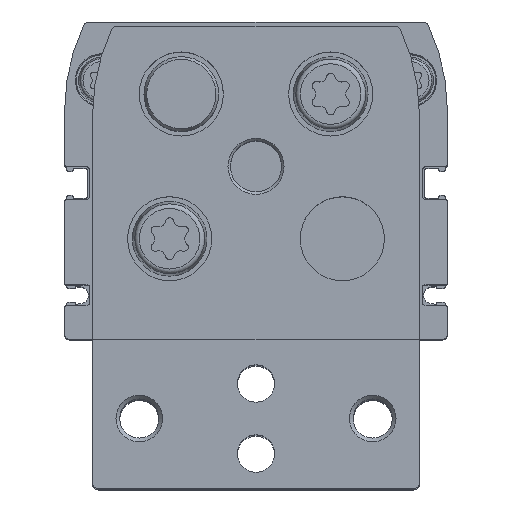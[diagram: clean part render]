
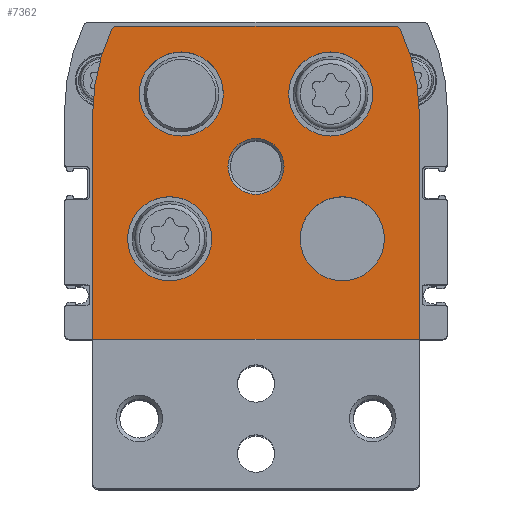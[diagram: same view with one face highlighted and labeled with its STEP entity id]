
A CAD part, top view. The second image highlights one B-rep face of the part: STEP entity #7362.
In plain terms, the highlighted planar face has unit normal (0, 0, 1).
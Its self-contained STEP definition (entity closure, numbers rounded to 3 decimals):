
#226=PLANE('',#8273);
#712=CIRCLE('',#8274,6.);
#713=CIRCLE('',#8275,9.);
#714=CIRCLE('',#8276,9.);
#715=CIRCLE('',#8277,9.);
#716=CIRCLE('',#8278,9.);
#717=CIRCLE('',#8279,43.);
#718=CIRCLE('',#8280,1.2);
#719=CIRCLE('',#8281,1.2);
#720=CIRCLE('',#8282,43.);
#2539=ORIENTED_EDGE('',*,*,#3743,.T.);
#2540=ORIENTED_EDGE('',*,*,#3744,.F.);
#2541=ORIENTED_EDGE('',*,*,#3745,.T.);
#2542=ORIENTED_EDGE('',*,*,#3746,.F.);
#2543=ORIENTED_EDGE('',*,*,#3747,.T.);
#2544=ORIENTED_EDGE('',*,*,#3728,.T.);
#2545=ORIENTED_EDGE('',*,*,#3748,.F.);
#2546=ORIENTED_EDGE('',*,*,#3742,.T.);
#2547=ORIENTED_EDGE('',*,*,#3749,.T.);
#2548=ORIENTED_EDGE('',*,*,#3750,.T.);
#2549=ORIENTED_EDGE('',*,*,#3751,.T.);
#2550=ORIENTED_EDGE('',*,*,#3752,.T.);
#2551=ORIENTED_EDGE('',*,*,#3753,.T.);
#3728=EDGE_CURVE('',#4504,#4503,#5010,.T.);
#3742=EDGE_CURVE('',#4513,#4517,#5024,.T.);
#3743=EDGE_CURVE('',#4518,#4518,#712,.T.);
#3744=EDGE_CURVE('',#4519,#4519,#713,.T.);
#3745=EDGE_CURVE('',#4520,#4520,#714,.T.);
#3746=EDGE_CURVE('',#4521,#4521,#715,.T.);
#3747=EDGE_CURVE('',#4522,#4522,#716,.T.);
#3748=EDGE_CURVE('',#4513,#4503,#5025,.T.);
#3749=EDGE_CURVE('',#4517,#4523,#717,.T.);
#3750=EDGE_CURVE('',#4523,#4524,#718,.T.);
#3751=EDGE_CURVE('',#4524,#4525,#5026,.T.);
#3752=EDGE_CURVE('',#4525,#4526,#719,.T.);
#3753=EDGE_CURVE('',#4526,#4504,#720,.T.);
#4503=VERTEX_POINT('',#13034);
#4504=VERTEX_POINT('',#13036);
#4513=VERTEX_POINT('',#13056);
#4517=VERTEX_POINT('',#13064);
#4518=VERTEX_POINT('',#13068);
#4519=VERTEX_POINT('',#13070);
#4520=VERTEX_POINT('',#13072);
#4521=VERTEX_POINT('',#13074);
#4522=VERTEX_POINT('',#13076);
#4523=VERTEX_POINT('',#13079);
#4524=VERTEX_POINT('',#13081);
#4525=VERTEX_POINT('',#13083);
#4526=VERTEX_POINT('',#13085);
#5010=LINE('',#13035,#5498);
#5024=LINE('',#13065,#5512);
#5025=LINE('',#13077,#5513);
#5026=LINE('',#13082,#5514);
#5498=VECTOR('',#10464,1000.);
#5512=VECTOR('',#10482,1000.);
#5513=VECTOR('',#10495,1000.);
#5514=VECTOR('',#10500,1000.);
#6042=EDGE_LOOP('',(#2539));
#6043=EDGE_LOOP('',(#2540));
#6044=EDGE_LOOP('',(#2541));
#6045=EDGE_LOOP('',(#2542));
#6046=EDGE_LOOP('',(#2543));
#6047=EDGE_LOOP('',(#2544,#2545,#2546,#2547,#2548,#2549,#2550,#2551));
#6650=FACE_BOUND('',#6042,.T.);
#6651=FACE_BOUND('',#6043,.T.);
#6652=FACE_BOUND('',#6044,.T.);
#6653=FACE_BOUND('',#6045,.T.);
#6654=FACE_BOUND('',#6046,.T.);
#6655=FACE_BOUND('',#6047,.T.);
#7362=ADVANCED_FACE('',(#6650,#6651,#6652,#6653,#6654,#6655),#226,.T.);
#8273=AXIS2_PLACEMENT_3D('',#13066,#10483,#10484);
#8274=AXIS2_PLACEMENT_3D('',#13067,#10485,#10486);
#8275=AXIS2_PLACEMENT_3D('',#13069,#10487,#10488);
#8276=AXIS2_PLACEMENT_3D('',#13071,#10489,#10490);
#8277=AXIS2_PLACEMENT_3D('',#13073,#10491,#10492);
#8278=AXIS2_PLACEMENT_3D('',#13075,#10493,#10494);
#8279=AXIS2_PLACEMENT_3D('',#13078,#10496,#10497);
#8280=AXIS2_PLACEMENT_3D('',#13080,#10498,#10499);
#8281=AXIS2_PLACEMENT_3D('',#13084,#10501,#10502);
#8282=AXIS2_PLACEMENT_3D('',#13086,#10503,#10504);
#10464=DIRECTION('',(0.,-1.,0.));
#10482=DIRECTION('',(0.,1.,0.));
#10483=DIRECTION('',(0.,0.,1.));
#10484=DIRECTION('',(1.,0.,0.));
#10485=DIRECTION('',(0.,0.,-1.));
#10486=DIRECTION('',(-1.,0.,0.));
#10487=DIRECTION('',(0.,0.,1.));
#10488=DIRECTION('',(1.,0.,0.));
#10489=DIRECTION('',(0.,0.,-1.));
#10490=DIRECTION('',(-1.,0.,0.));
#10491=DIRECTION('',(0.,0.,1.));
#10492=DIRECTION('',(1.,0.,0.));
#10493=DIRECTION('',(0.,0.,-1.));
#10494=DIRECTION('',(-1.,0.,0.));
#10495=DIRECTION('',(-1.,0.,0.));
#10496=DIRECTION('',(0.,0.,1.));
#10497=DIRECTION('',(1.,0.,0.));
#10498=DIRECTION('',(0.,0.,1.));
#10499=DIRECTION('',(1.,0.,0.));
#10500=DIRECTION('',(-1.,0.,0.));
#10501=DIRECTION('',(0.,0.,1.));
#10502=DIRECTION('',(1.,0.,0.));
#10503=DIRECTION('',(0.,0.,1.));
#10504=DIRECTION('',(1.,0.,0.));
#13034=CARTESIAN_POINT('',(-35.,32.,24.));
#13035=CARTESIAN_POINT('',(-35.,99.,24.));
#13036=CARTESIAN_POINT('',(-35.,80.,24.));
#13056=CARTESIAN_POINT('',(35.,32.,24.));
#13064=CARTESIAN_POINT('',(35.,80.,24.));
#13065=CARTESIAN_POINT('',(35.,0.,24.));
#13066=CARTESIAN_POINT('',(0.,0.,24.));
#13067=CARTESIAN_POINT('',(0.,69.,24.));
#13068=CARTESIAN_POINT('',(-6.,69.,24.));
#13069=CARTESIAN_POINT('',(-18.5,53.5,24.));
#13070=CARTESIAN_POINT('',(-9.5,53.5,24.));
#13071=CARTESIAN_POINT('',(18.5,53.5,24.));
#13072=CARTESIAN_POINT('',(9.5,53.5,24.));
#13073=CARTESIAN_POINT('',(16.,84.5,24.));
#13074=CARTESIAN_POINT('',(25.,84.5,24.));
#13075=CARTESIAN_POINT('',(-16.,84.5,24.));
#13076=CARTESIAN_POINT('',(-25.,84.5,24.));
#13077=CARTESIAN_POINT('',(35.,32.,24.));
#13078=CARTESIAN_POINT('',(-8.,80.,24.));
#13079=CARTESIAN_POINT('',(30.906,98.311,24.));
#13080=CARTESIAN_POINT('',(29.821,97.8,24.));
#13081=CARTESIAN_POINT('',(29.821,99.,24.));
#13082=CARTESIAN_POINT('',(35.,99.,24.));
#13083=CARTESIAN_POINT('',(-29.821,99.,24.));
#13084=CARTESIAN_POINT('',(-29.821,97.8,24.));
#13085=CARTESIAN_POINT('',(-30.906,98.311,24.));
#13086=CARTESIAN_POINT('',(8.,80.,24.));
